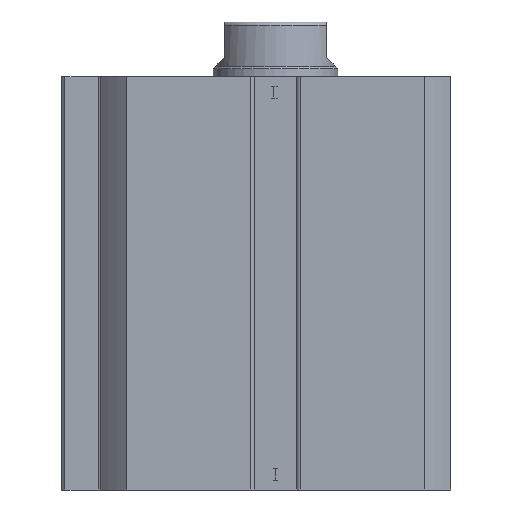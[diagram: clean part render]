
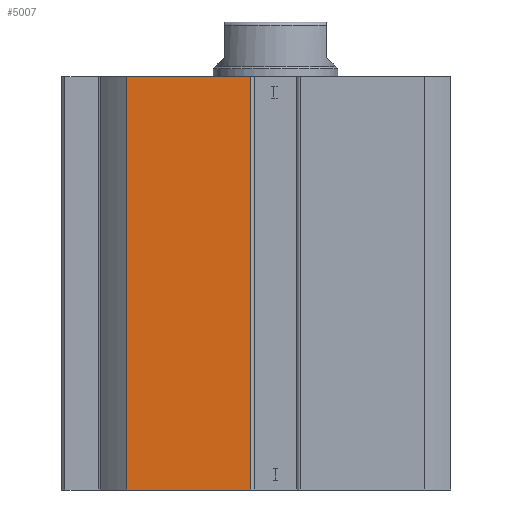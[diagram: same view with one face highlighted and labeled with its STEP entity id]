
A CAD part, left-side view. The second image highlights one B-rep face of the part: STEP entity #5007.
In plain terms, the highlighted planar face has unit normal (-1, 0, 0).
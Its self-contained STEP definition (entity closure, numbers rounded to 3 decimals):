
#244 = AXIS2_PLACEMENT_3D ( 'NONE', #1181, #1187, #1188 ) ;
#658 = FACE_OUTER_BOUND ( 'NONE', #4020, .T. ) ;
#1178 = PLANE ( 'NONE',  #244 ) ;
#1181 = CARTESIAN_POINT ( 'NONE',  ( -22.5, -22.5, 53. ) ) ;
#1187 = DIRECTION ( 'NONE',  ( 1., 0., 0. ) ) ;
#1188 = DIRECTION ( 'NONE',  ( 0., 0., -1. ) ) ;
#2082 = CARTESIAN_POINT ( 'NONE',  ( -22.5, 3.2, 53. ) ) ;
#2210 = DIRECTION ( 'NONE',  ( 0., 0., 1. ) ) ;
#2211 = CARTESIAN_POINT ( 'NONE',  ( -22.5, 19.079, 0. ) ) ;
#2212 = DIRECTION ( 'NONE',  ( 0., 0., 1. ) ) ;
#2295 = DIRECTION ( 'NONE',  ( 0., -1., 0. ) ) ;
#2303 = CARTESIAN_POINT ( 'NONE',  ( -22.5, -22.5, 0. ) ) ;
#2831 = EDGE_CURVE ( 'NONE', #3486, #3231, #6468, .T. ) ;
#2916 = EDGE_CURVE ( 'NONE', #3563, #3439, #6603, .T. ) ;
#2942 = EDGE_CURVE ( 'NONE', #3439, #3231, #6654, .T. ) ;
#2943 = EDGE_CURVE ( 'NONE', #3563, #3486, #6658, .T. ) ;
#3231 = VERTEX_POINT ( 'NONE', #4657 ) ;
#3439 = VERTEX_POINT ( 'NONE', #4398 ) ;
#3486 = VERTEX_POINT ( 'NONE', #4331 ) ;
#3563 = VERTEX_POINT ( 'NONE', #4227 ) ;
#4020 = EDGE_LOOP ( 'NONE', ( #5400, #5451, #5459, #5408 ) ) ;
#4227 = CARTESIAN_POINT ( 'NONE',  ( -22.5, 19.079, 0. ) ) ;
#4331 = CARTESIAN_POINT ( 'NONE',  ( -22.5, 19.079, 53. ) ) ;
#4398 = CARTESIAN_POINT ( 'NONE',  ( -22.5, 3.2, 0. ) ) ;
#4657 = CARTESIAN_POINT ( 'NONE',  ( -22.5, 3.2, 53. ) ) ;
#5007 = ADVANCED_FACE ( 'NONE', ( #658 ), #1178, .F. ) ;
#5400 = ORIENTED_EDGE ( 'NONE', *, *, #2943, .F. ) ;
#5408 = ORIENTED_EDGE ( 'NONE', *, *, #2831, .F. ) ;
#5451 = ORIENTED_EDGE ( 'NONE', *, *, #2916, .T. ) ;
#5459 = ORIENTED_EDGE ( 'NONE', *, *, #2942, .T. ) ;
#5729 = CARTESIAN_POINT ( 'NONE',  ( -22.5, -22.5, 53. ) ) ;
#5730 = DIRECTION ( 'NONE',  ( 0., -1., 0. ) ) ;
#6468 = LINE ( 'NONE', #5729, #6469 ) ;
#6469 = VECTOR ( 'NONE', #5730, 1000. ) ;
#6603 = LINE ( 'NONE', #2303, #6607 ) ;
#6607 = VECTOR ( 'NONE', #2295, 1000. ) ;
#6654 = LINE ( 'NONE', #2082, #6656 ) ;
#6656 = VECTOR ( 'NONE', #2212, 1000. ) ;
#6658 = LINE ( 'NONE', #2211, #6659 ) ;
#6659 = VECTOR ( 'NONE', #2210, 1000. ) ;
